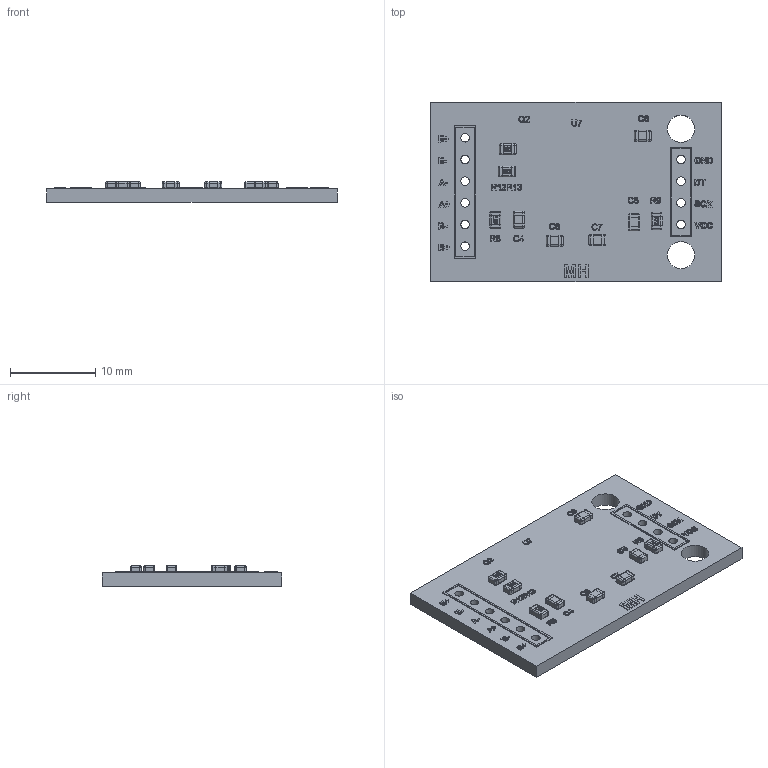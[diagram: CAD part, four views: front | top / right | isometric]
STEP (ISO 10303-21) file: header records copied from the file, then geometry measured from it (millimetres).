
FILE_DESCRIPTION(/* description */ (''),/* implementation_level */ '2;1');
FILE_NAME(/* name */ 'HX711 Breakout v8 ohne Pinheader.step',/* time_stamp */ '2020-03-07T16:51:51+01:00',/* author */ (''),/* organization */ (''),/* preprocessor_version */ 'ST-DEVELOPER v18',/* originating_system */ 'Autodesk Translation Framework v8.12.0.6',/* authorisation */ '');
FILE_SCHEMA (('AUTOMOTIVE_DESIGN { 1 0 10303 214 3 1 1 }'));
Products named in the file (35): HX711 Breakout; RESISTOR_SMD_203; Valor predeterminado; RESISTOR_SMD_822; Valor predeterminado_1; RESISTOR_SMD_122; Valor predeterminado_2; HX711_SOP16; Valor predeterminado_3; base_HX711-1; pino_HX711-1; pino_HX711-2; pino_HX711-3; pino_HX711-4; pino_HX711-5; pino_HX711-6; pino_HX711-7; pino_HX711-8; pino_HX711-9; pino_HX711-10; pino_HX711-11; pino_HX711-12; pino_HX711-13; pino_HX711-14; pino_HX711-15; pino_HX711-16; SOT23; Valor predeterminado_4; TRANSISTOR_SOT23-1; PINO_SOT23-1; PINO_SOT23-2; PINO_SOT23-3; CAPACITOR_805; CAPACITOR_805_1; Valor predeterminado_5
Assembly tree (39 placements, depth 4):
  HX711 Breakout
    RESISTOR_SMD_203
      Valor predeterminado
    RESISTOR_SMD_822
      Valor predeterminado_1
    RESISTOR_SMD_122  x2
      Valor predeterminado_2
    HX711_SOP16
      Valor predeterminado_3
        base_HX711-1
        pino_HX711-1
        pino_HX711-2
        pino_HX711-3
        pino_HX711-4
        pino_HX711-5
        pino_HX711-6
        pino_HX711-7
        pino_HX711-8
        pino_HX711-9
        pino_HX711-10
        pino_HX711-11
        pino_HX711-12
        pino_HX711-13
        pino_HX711-14
        pino_HX711-15
        pino_HX711-16
    SOT23
      Valor predeterminado_4
        TRANSISTOR_SOT23-1
        PINO_SOT23-1
        PINO_SOT23-2
        PINO_SOT23-3
    CAPACITOR_805
      Valor predeterminado_5
    CAPACITOR_805_1  x4
      Valor predeterminado_5
Bounding box: 34 x 21 x 2.45 mm (x, y, z)
Volume: 1123.6 mm3; surface area: 1795.8 mm2
Topology: 61 solids, 61 shells, 1651 faces, 4344 edges, 2776 vertices
Faces by surface type: bspline 716, plane 671, cylinder 192, sphere 72
Full cylindrical faces by diameter (mm): 1 x10, 3.2 x2
Entity records: 52626 total; most frequent: CARTESIAN_POINT 21826, ORIENTED_EDGE 7332, DIRECTION 3986, EDGE_CURVE 3666, VERTEX_POINT 2412, LINE 2090, VECTOR 2090, EDGE_LOOP 1474
